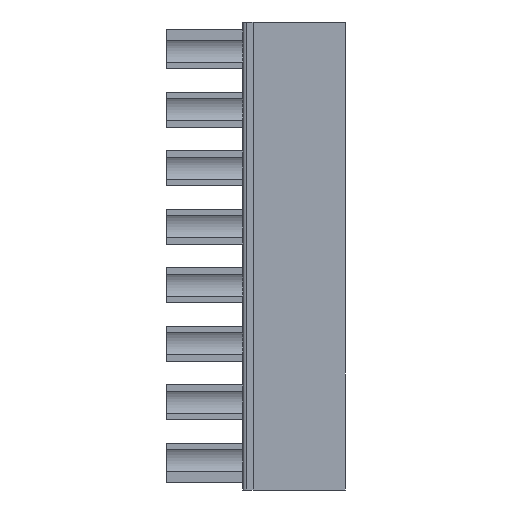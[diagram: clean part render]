
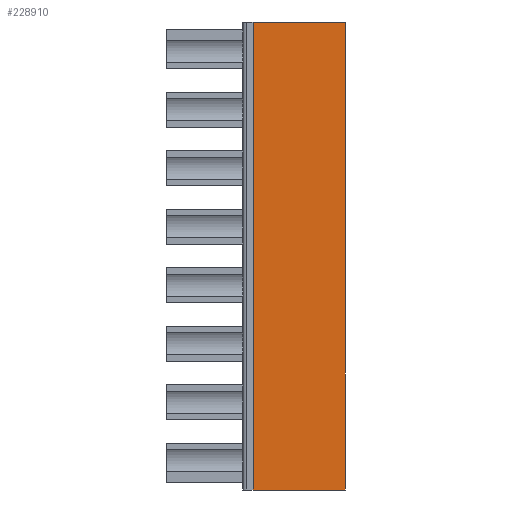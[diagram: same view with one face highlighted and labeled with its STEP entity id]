
A CAD part, front view. The second image highlights one B-rep face of the part: STEP entity #228910.
In plain terms, the highlighted planar face has unit normal (0, -1, 0).
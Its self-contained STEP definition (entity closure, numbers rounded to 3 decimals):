
#34380=CARTESIAN_POINT('',(-53.3,
   -6.217,-2.945));
#34390=VERTEX_POINT('',#34380);
#34420=CARTESIAN_POINT('',(-48.518,
   -6.217,-2.945));
#34430=DIRECTION('',(1.,0.,
   0.));
#34440=VECTOR('',#34430,1.);
#34450=LINE('',#34420,#34440);
#34460=CARTESIAN_POINT('',(-61.3,
   -6.217,-2.945));
#34470=VERTEX_POINT('',#34460);
#34480=EDGE_CURVE('',#34470,#34390,#34450,.T.);
#182080=CARTESIAN_POINT('',(-53.3,
   -6.217,-43.585));
#182090=VERTEX_POINT('',#182080);
#182120=CARTESIAN_POINT('',(-53.3,
   -6.217,-46.345));
#182130=DIRECTION('',(0.,0.,
   -1.));
#182140=VECTOR('',#182130,1.);
#182150=LINE('',#182120,#182140);
#182160=EDGE_CURVE('',#34390,#182090,#182150,.T.);
#228500=CARTESIAN_POINT('',(-61.3,
   -6.217,-38.345));
#228510=DIRECTION('',(0.,0.,
   1.));
#228520=VECTOR('',#228510,1.);
#228530=LINE('',#228500,#228520);
#228540=CARTESIAN_POINT('',(-61.3,
   -6.217,-43.585));
#228550=VERTEX_POINT('',#228540);
#228560=EDGE_CURVE('',#228550,#34470,#228530,.T.);
#228750=CARTESIAN_POINT('',(-53.332,
   -6.217,-39.005));
#228760=DIRECTION('',(0.,-1.,
   0.));
#228770=DIRECTION('',(-1.,0.,
   0.));
#228780=AXIS2_PLACEMENT_3D('',#228750,#228760,#228770);
#228790=PLANE('',#228780);
#228800=CARTESIAN_POINT('',(-58.678,
   -6.217,-43.585));
#228810=DIRECTION('',(-1.,0.,
   0.));
#228820=VECTOR('',#228810,1.);
#228830=LINE('',#228800,#228820);
#228840=EDGE_CURVE('',#182090,#228550,#228830,.T.);
#228850=ORIENTED_EDGE('',*,*,#228840,.F.);
#228860=ORIENTED_EDGE('',*,*,#228560,.F.);
#228870=ORIENTED_EDGE('',*,*,#34480,.F.);
#228880=ORIENTED_EDGE('',*,*,#182160,.F.);
#228890=EDGE_LOOP('',(#228880,#228870,#228860,#228850));
#228900=FACE_OUTER_BOUND('',#228890,.T.);
#228910=ADVANCED_FACE('',(#228900),#228790,.T.);
